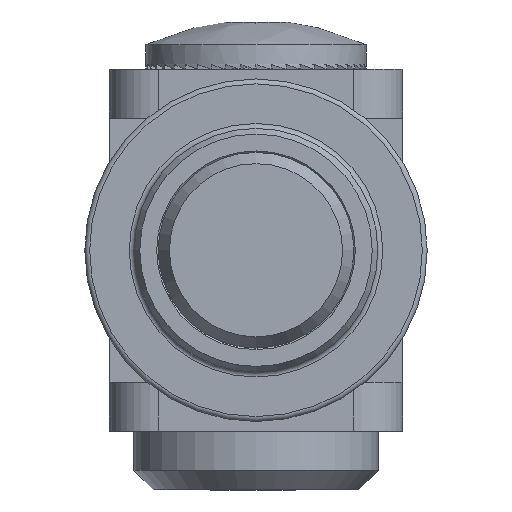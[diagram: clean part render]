
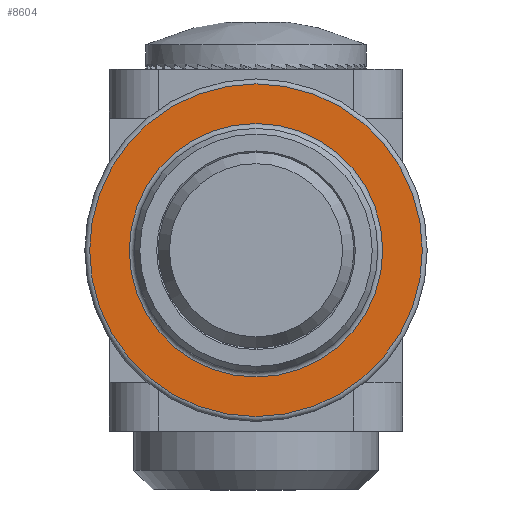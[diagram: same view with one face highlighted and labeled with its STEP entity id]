
A CAD part, front view. The second image highlights one B-rep face of the part: STEP entity #8604.
In plain terms, the highlighted face is planar.
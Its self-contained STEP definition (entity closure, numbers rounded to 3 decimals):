
#134=FACE_BOUND('',#1626,.T.);
#503=PLANE('',#9338);
#684=CIRCLE('',#9337,12.95);
#685=CIRCLE('',#9339,17.);
#1136=FACE_OUTER_BOUND('',#1625,.T.);
#1625=EDGE_LOOP('',(#8101));
#1626=EDGE_LOOP('',(#8102));
#4417=VERTEX_POINT('',#15709);
#4418=VERTEX_POINT('',#15713);
#5646=EDGE_CURVE('',#4417,#4417,#684,.T.);
#5647=EDGE_CURVE('',#4418,#4418,#685,.T.);
#8101=ORIENTED_EDGE('',*,*,#5647,.F.);
#8102=ORIENTED_EDGE('',*,*,#5646,.F.);
#8604=ADVANCED_FACE('',(#1136,#134),#503,.F.);
#9337=AXIS2_PLACEMENT_3D('',#15711,#11463,#11464);
#9338=AXIS2_PLACEMENT_3D('',#15712,#11465,#11466);
#9339=AXIS2_PLACEMENT_3D('',#15714,#11467,#11468);
#11463=DIRECTION('center_axis',(0.,0.,1.));
#11464=DIRECTION('ref_axis',(-1.,0.,0.));
#11465=DIRECTION('center_axis',(0.,0.,-1.));
#11466=DIRECTION('ref_axis',(-1.,0.,0.));
#11467=DIRECTION('center_axis',(0.,0.,-1.));
#11468=DIRECTION('ref_axis',(-1.,0.,0.));
#15709=CARTESIAN_POINT('',(12.95,0.,5.));
#15711=CARTESIAN_POINT('Origin',(0.,0.,5.));
#15712=CARTESIAN_POINT('Origin',(0.,0.,5.));
#15713=CARTESIAN_POINT('',(17.,0.,5.));
#15714=CARTESIAN_POINT('Origin',(0.,0.,5.));
